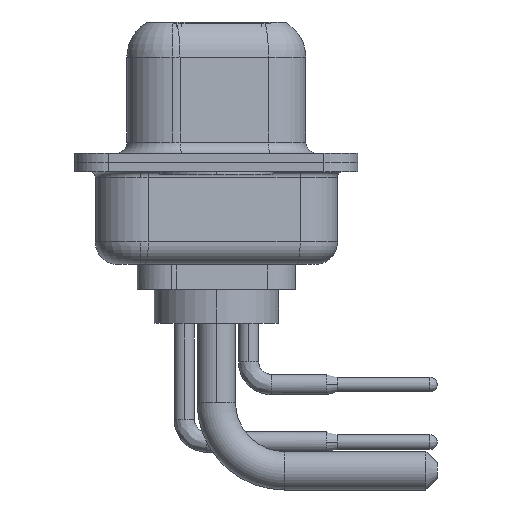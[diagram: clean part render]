
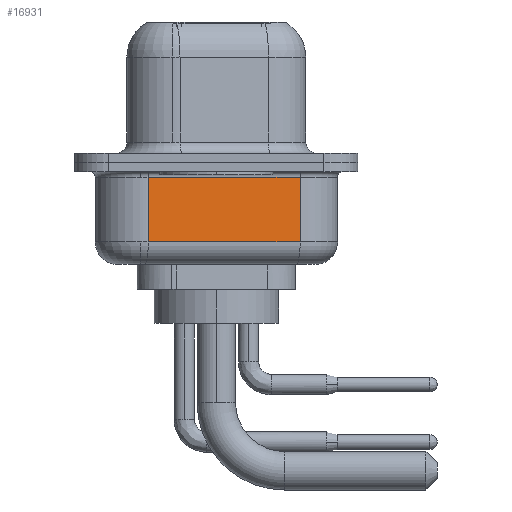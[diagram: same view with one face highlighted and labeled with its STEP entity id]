
A CAD part, left-side view. The second image highlights one B-rep face of the part: STEP entity #16931.
In plain terms, the highlighted planar face has unit normal (-0.985, -0.174, 0).
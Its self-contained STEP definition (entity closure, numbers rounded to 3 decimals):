
#568 = VECTOR ( 'NONE', #11324, 1000. ) ;
#1062 = PLANE ( 'NONE',  #15783 ) ;
#1198 = VERTEX_POINT ( 'NONE', #10656 ) ;
#1501 = CARTESIAN_POINT ( 'NONE',  ( 4.037, -3.697, -0.65 ) ) ;
#3705 = EDGE_CURVE ( 'NONE', #9024, #11177, #6008, .T. ) ;
#4149 = EDGE_CURVE ( 'NONE', #9024, #1198, #8783, .T. ) ;
#4332 = DIRECTION ( 'NONE',  ( -0.174, 0.985, 0. ) ) ;
#4345 = ORIENTED_EDGE ( 'NONE', *, *, #4149, .T. ) ;
#4650 = VECTOR ( 'NONE', #9220, 1000. ) ;
#5549 = VECTOR ( 'NONE', #17054, 1000. ) ;
#6008 = LINE ( 'NONE', #16712, #568 ) ;
#6410 = CARTESIAN_POINT ( 'NONE',  ( 2.855, 3.003, -4.5 ) ) ;
#7398 = CARTESIAN_POINT ( 'NONE',  ( 2.855, 3.003, -3.5 ) ) ;
#8360 = VERTEX_POINT ( 'NONE', #1501 ) ;
#8609 = LINE ( 'NONE', #12624, #14077 ) ;
#8783 = LINE ( 'NONE', #7398, #5549 ) ;
#8835 = EDGE_LOOP ( 'NONE', ( #9487, #4345, #12306, #11083 ) ) ;
#9024 = VERTEX_POINT ( 'NONE', #14125 ) ;
#9220 = DIRECTION ( 'NONE',  ( 0., 0., 1. ) ) ;
#9487 = ORIENTED_EDGE ( 'NONE', *, *, #3705, .F. ) ;
#9490 = EDGE_CURVE ( 'NONE', #1198, #8360, #14263, .T. ) ;
#10191 = CARTESIAN_POINT ( 'NONE',  ( 4.037, -3.697, -4.5 ) ) ;
#10656 = CARTESIAN_POINT ( 'NONE',  ( 4.037, -3.697, -3.5 ) ) ;
#11083 = ORIENTED_EDGE ( 'NONE', *, *, #16159, .T. ) ;
#11177 = VERTEX_POINT ( 'NONE', #13995 ) ;
#11324 = DIRECTION ( 'NONE',  ( 0., 0., 1. ) ) ;
#11730 = DIRECTION ( 'NONE',  ( 0.985, 0.174, 0. ) ) ;
#12306 = ORIENTED_EDGE ( 'NONE', *, *, #9490, .T. ) ;
#12624 = CARTESIAN_POINT ( 'NONE',  ( 2.855, 3.003, -0.65 ) ) ;
#13995 = CARTESIAN_POINT ( 'NONE',  ( 2.855, 3.003, -0.65 ) ) ;
#14077 = VECTOR ( 'NONE', #4332, 1000. ) ;
#14125 = CARTESIAN_POINT ( 'NONE',  ( 2.855, 3.003, -3.5 ) ) ;
#14263 = LINE ( 'NONE', #10191, #4650 ) ;
#15553 = FACE_OUTER_BOUND ( 'NONE', #8835, .T. ) ;
#15783 = AXIS2_PLACEMENT_3D ( 'NONE', #6410, #11730, #17200 ) ;
#16159 = EDGE_CURVE ( 'NONE', #8360, #11177, #8609, .T. ) ;
#16712 = CARTESIAN_POINT ( 'NONE',  ( 2.855, 3.003, -4.5 ) ) ;
#16931 = ADVANCED_FACE ( 'NONE', ( #15553 ), #1062, .F. ) ;
#17054 = DIRECTION ( 'NONE',  ( 0.174, -0.985, 0. ) ) ;
#17200 = DIRECTION ( 'NONE',  ( -0.174, 0.985, 0. ) ) ;
